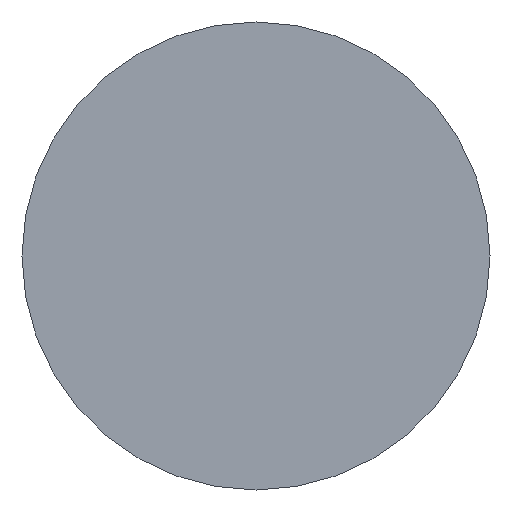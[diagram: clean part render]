
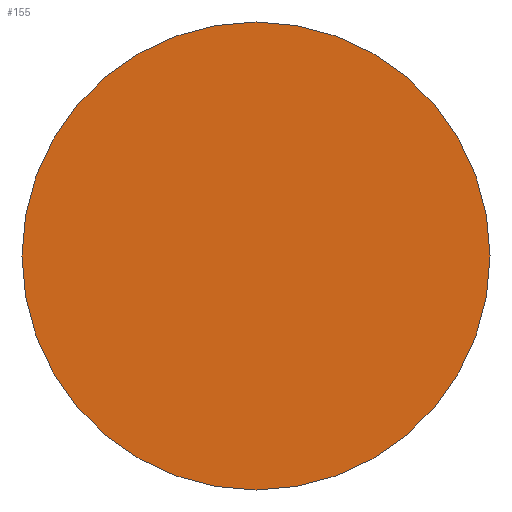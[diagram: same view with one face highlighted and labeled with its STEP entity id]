
A CAD part, front view. The second image highlights one B-rep face of the part: STEP entity #155.
In plain terms, the highlighted planar face has unit normal (0, -1, 0).
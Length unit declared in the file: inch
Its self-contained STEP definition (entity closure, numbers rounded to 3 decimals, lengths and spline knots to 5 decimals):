
#3 = PLANE ( 'NONE',  #144 ) ;
#6 = DIRECTION ( 'NONE',  ( 0., 0., 1. ) ) ;
#7 = DIRECTION ( 'NONE',  ( 0., 1., 0. ) ) ;
#9 = CARTESIAN_POINT ( 'NONE',  ( 0., 0., 0. ) ) ;
#19 = VERTEX_POINT ( 'NONE', #168 ) ;
#31 = CARTESIAN_POINT ( 'NONE',  ( 0., 0., -0.1875 ) ) ;
#60 = ORIENTED_EDGE ( 'NONE', *, *, #94, .F. ) ;
#67 = VERTEX_POINT ( 'NONE', #31 ) ;
#69 = DIRECTION ( 'NONE',  ( 0., 0., 1. ) ) ;
#70 = CIRCLE ( 'NONE', #143, 0.1875 ) ;
#74 = DIRECTION ( 'NONE',  ( 0., 1., 0. ) ) ;
#75 = CARTESIAN_POINT ( 'NONE',  ( 0., 0., 0. ) ) ;
#79 = EDGE_LOOP ( 'NONE', ( #60, #89 ) ) ;
#89 = ORIENTED_EDGE ( 'NONE', *, *, #173, .F. ) ;
#94 = EDGE_CURVE ( 'NONE', #67, #19, #109, .T. ) ;
#109 = CIRCLE ( 'NONE', #127, 0.1875 ) ;
#120 = CARTESIAN_POINT ( 'NONE',  ( 0., 0., 0. ) ) ;
#127 = AXIS2_PLACEMENT_3D ( 'NONE', #9, #7, #6 ) ;
#132 = DIRECTION ( 'NONE',  ( 0., 0., 1. ) ) ;
#142 = DIRECTION ( 'NONE',  ( 0., 1., 0. ) ) ;
#143 = AXIS2_PLACEMENT_3D ( 'NONE', #75, #74, #69 ) ;
#144 = AXIS2_PLACEMENT_3D ( 'NONE', #120, #142, #132 ) ;
#155 = ADVANCED_FACE ( 'NONE', ( #164 ), #3, .F. ) ;
#164 = FACE_OUTER_BOUND ( 'NONE', #79, .T. ) ;
#168 = CARTESIAN_POINT ( 'NONE',  ( 0., 0., 0.1875 ) ) ;
#173 = EDGE_CURVE ( 'NONE', #19, #67, #70, .T. ) ;
